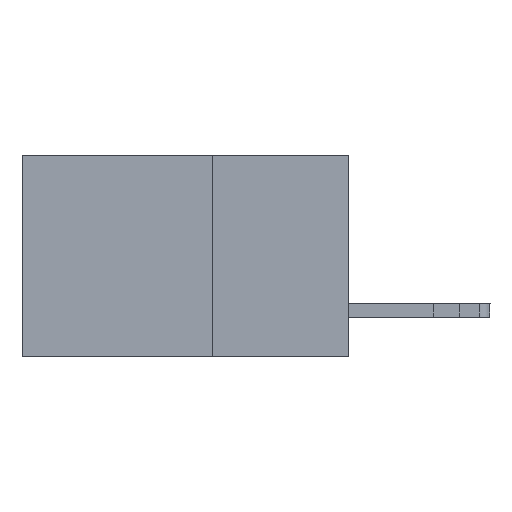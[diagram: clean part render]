
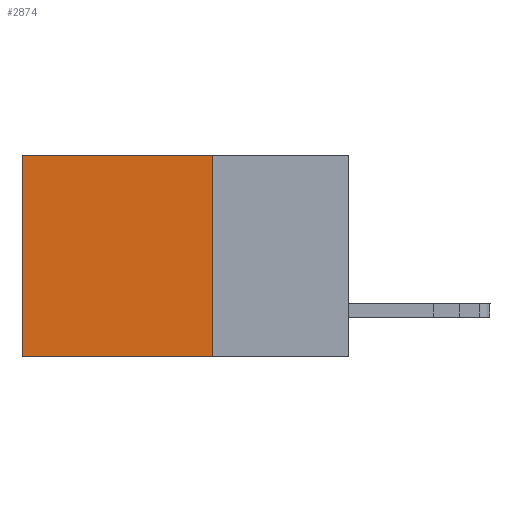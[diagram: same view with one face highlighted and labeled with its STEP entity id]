
A CAD part, left-side view. The second image highlights one B-rep face of the part: STEP entity #2874.
In plain terms, the highlighted planar face has unit normal (-1, 0, 0).
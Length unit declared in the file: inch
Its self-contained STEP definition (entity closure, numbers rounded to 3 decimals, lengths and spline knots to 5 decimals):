
#172 = EDGE_CURVE ( 'NONE', #8319, #15496, #6548, .T. ) ;
#418 = LINE ( 'NONE', #10541, #13270 ) ;
#1176 = DIRECTION ( 'NONE',  ( 0., 1., 0. ) ) ;
#1755 = ORIENTED_EDGE ( 'NONE', *, *, #172, .F. ) ;
#2732 = VERTEX_POINT ( 'NONE', #10440 ) ;
#2766 = EDGE_CURVE ( 'NONE', #8319, #11125, #418, .T. ) ;
#2874 = ADVANCED_FACE ( 'NONE', ( #8158 ), #13174, .F. ) ;
#3279 = AXIS2_PLACEMENT_3D ( 'NONE', #15485, #14367, #7154 ) ;
#3965 = CARTESIAN_POINT ( 'NONE',  ( 0.2615, 0.25, 0. ) ) ;
#4443 = EDGE_CURVE ( 'NONE', #15496, #2732, #10193, .T. ) ;
#5082 = ORIENTED_EDGE ( 'NONE', *, *, #13245, .T. ) ;
#6548 = LINE ( 'NONE', #8650, #15355 ) ;
#6603 = DIRECTION ( 'NONE',  ( 0., 0., -1. ) ) ;
#6635 = EDGE_LOOP ( 'NONE', ( #5082, #10362, #1755, #14672 ) ) ;
#6806 = CARTESIAN_POINT ( 'NONE',  ( 0.2615, 0.6, 0. ) ) ;
#7154 = DIRECTION ( 'NONE',  ( 0., 0., -1. ) ) ;
#8065 = LINE ( 'NONE', #12641, #8453 ) ;
#8158 = FACE_OUTER_BOUND ( 'NONE', #6635, .T. ) ;
#8319 = VERTEX_POINT ( 'NONE', #3965 ) ;
#8453 = VECTOR ( 'NONE', #6603, 39.37008 ) ;
#8650 = CARTESIAN_POINT ( 'NONE',  ( 0.2615, 0.25, -0.37 ) ) ;
#8716 = CARTESIAN_POINT ( 'NONE',  ( 0.2615, 0.25, -0.37 ) ) ;
#9823 = VECTOR ( 'NONE', #1176, 39.37008 ) ;
#10193 = LINE ( 'NONE', #8716, #9823 ) ;
#10217 = DIRECTION ( 'NONE',  ( 0., 0., -1. ) ) ;
#10362 = ORIENTED_EDGE ( 'NONE', *, *, #4443, .F. ) ;
#10440 = CARTESIAN_POINT ( 'NONE',  ( 0.2615, 0.6, -0.37 ) ) ;
#10541 = CARTESIAN_POINT ( 'NONE',  ( 0.2615, 0.25, 0. ) ) ;
#11093 = CARTESIAN_POINT ( 'NONE',  ( 0.2615, 0.25, -0.37 ) ) ;
#11125 = VERTEX_POINT ( 'NONE', #6806 ) ;
#11753 = DIRECTION ( 'NONE',  ( 0., 1., 0. ) ) ;
#12641 = CARTESIAN_POINT ( 'NONE',  ( 0.2615, 0.6, -0.37 ) ) ;
#13174 = PLANE ( 'NONE',  #3279 ) ;
#13245 = EDGE_CURVE ( 'NONE', #11125, #2732, #8065, .T. ) ;
#13270 = VECTOR ( 'NONE', #11753, 39.37008 ) ;
#14367 = DIRECTION ( 'NONE',  ( 1., 0., 0. ) ) ;
#14672 = ORIENTED_EDGE ( 'NONE', *, *, #2766, .T. ) ;
#15355 = VECTOR ( 'NONE', #10217, 39.37008 ) ;
#15485 = CARTESIAN_POINT ( 'NONE',  ( 0.2615, 0.25, -0.37 ) ) ;
#15496 = VERTEX_POINT ( 'NONE', #11093 ) ;
